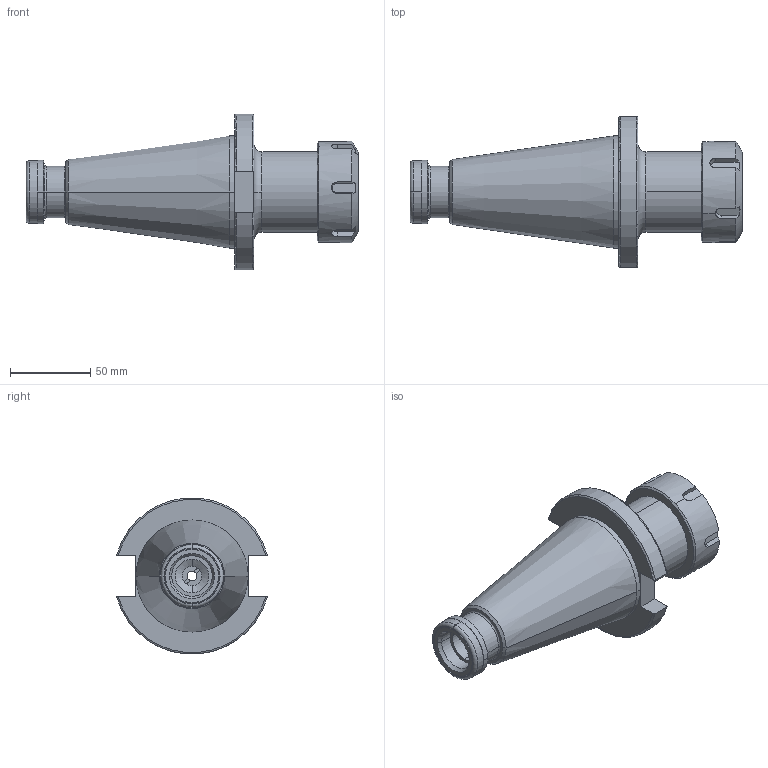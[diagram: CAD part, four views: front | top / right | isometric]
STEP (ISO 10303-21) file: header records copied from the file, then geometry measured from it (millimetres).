
FILE_DESCRIPTION (( 'STEP AP203' ), '1' );
FILE_NAME ('91502-ER140080.STEP', '2016-06-13T12:31:44', ( '' ), ( '' ), 'SwSTEP 2.0', 'SolidWorks 2009', '' );
FILE_SCHEMA (( 'CONFIG_CONTROL_DESIGN' ));
Length unit declared in the file: millimetre
Products named in the file (5): FTSCWM28X150; FTNUTER40; 91502-ER140080; ISO50CCHER40080WW; ISO50 CAP
Assembly tree (4 placements, depth 2):
  91502-ER140080
    ISO50 CAP
    FTNUTER40
    ISO50CCHER40080WW
    FTSCWM28X150
Bounding box: 206.8 x 94.05 x 97.13 mm (x, y, z)
Volume: 419162.8 mm3; surface area: 75500.2 mm2
Topology: 4 solids, 4 shells, 156 faces, 380 edges, 240 vertices
Faces by surface type: plane 58, cylinder 40, cone 36, torus 22
Entity records: 5415 total; most frequent: CARTESIAN_POINT 1139, DIRECTION 846, ORIENTED_EDGE 760, EDGE_CURVE 380, AXIS2_PLACEMENT_3D 347, VERTEX_POINT 240, CIRCLE 184, EDGE_LOOP 172
